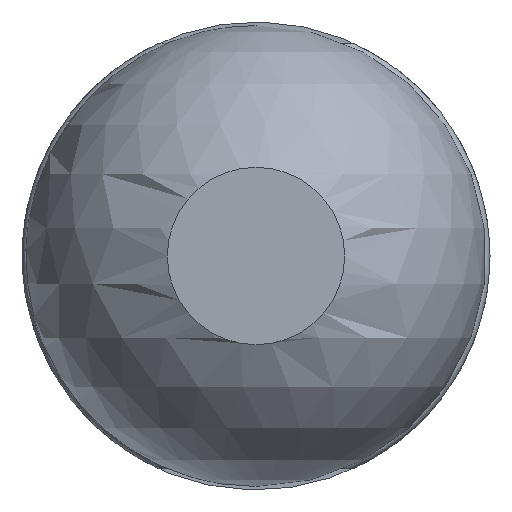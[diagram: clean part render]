
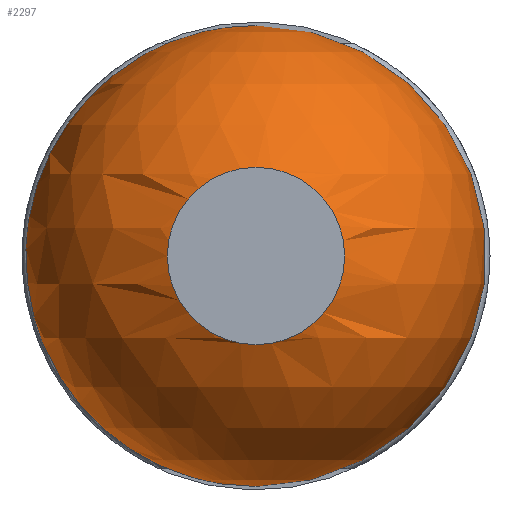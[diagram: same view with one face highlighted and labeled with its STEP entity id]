
A CAD part, front view. The second image highlights one B-rep face of the part: STEP entity #2297.
In plain terms, the highlighted spherical face has radius 9.75 mm.
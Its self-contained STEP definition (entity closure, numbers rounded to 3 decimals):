
#746 = VERTEX_POINT ( 'NONE', #749 ) ;
#748 = VERTEX_POINT ( 'NONE', #751 ) ;
#749 = CARTESIAN_POINT ( 'NONE',  ( 0., 8.56, -4.667 ) ) ;
#751 = CARTESIAN_POINT ( 'NONE',  ( 0., -9., -3.75 ) ) ;
#1098 = EDGE_LOOP ( 'NONE', ( #4114 ) ) ;
#1484 = CARTESIAN_POINT ( 'NONE',  ( 0., 0., 0. ) ) ;
#1485 = FACE_OUTER_BOUND ( 'NONE', #1098, .T. ) ;
#1489 = FACE_OUTER_BOUND ( 'NONE', #4428, .T. ) ;
#1490 = SPHERICAL_SURFACE ( 'NONE', #3991, 9.75 ) ;
#1492 = DIRECTION ( 'NONE',  ( 0., 0., 1. ) ) ;
#1493 = DIRECTION ( 'NONE',  ( 1., 0., 0. ) ) ;
#1904 = EDGE_CURVE ( 'NONE', #746, #746, #3763, .T. ) ;
#1905 = EDGE_CURVE ( 'NONE', #748, #748, #3746, .T. ) ;
#2297 = ADVANCED_FACE ( 'NONE', ( #1489, #1485 ), #1490, .T. ) ;
#2949 = CARTESIAN_POINT ( 'NONE',  ( 0., 8.56, 0. ) ) ;
#2950 = DIRECTION ( 'NONE',  ( 0., -1., 0. ) ) ;
#2951 = DIRECTION ( 'NONE',  ( 0., 0., -1. ) ) ;
#2952 = CARTESIAN_POINT ( 'NONE',  ( 0., -9., 0. ) ) ;
#2953 = DIRECTION ( 'NONE',  ( 0., -1., 0. ) ) ;
#2954 = DIRECTION ( 'NONE',  ( 0., 0., -1. ) ) ;
#3740 = AXIS2_PLACEMENT_3D ( 'NONE', #2952, #2953, #2954 ) ;
#3746 = CIRCLE ( 'NONE', #3740, 3.75 ) ;
#3763 = CIRCLE ( 'NONE', #3803, 4.667 ) ;
#3803 = AXIS2_PLACEMENT_3D ( 'NONE', #2949, #2950, #2951 ) ;
#3991 = AXIS2_PLACEMENT_3D ( 'NONE', #1484, #1492, #1493 ) ;
#4108 = ORIENTED_EDGE ( 'NONE', *, *, #1904, .T. ) ;
#4114 = ORIENTED_EDGE ( 'NONE', *, *, #1905, .F. ) ;
#4428 = EDGE_LOOP ( 'NONE', ( #4108 ) ) ;
